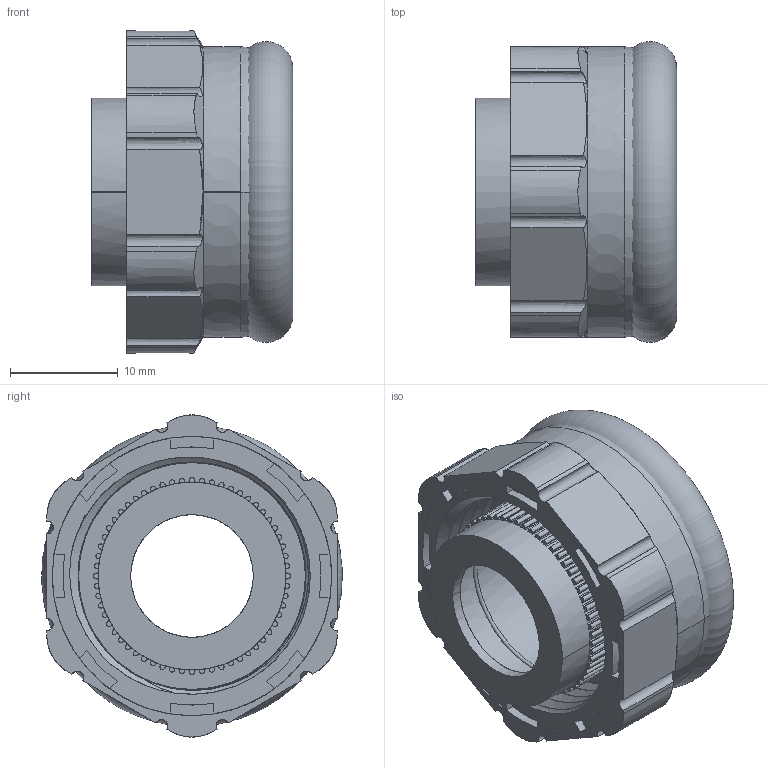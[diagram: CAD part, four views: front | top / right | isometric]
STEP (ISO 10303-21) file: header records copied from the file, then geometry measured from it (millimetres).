
FILE_DESCRIPTION((''),'2;1');
FILE_NAME('PG16_19','2017-03-09T',('wl.kang'),(''),'PRO/ENGINEER BY PARAMETRIC TECHNOLOGY CORPORATION, 2012480','PRO/ENGINEER BY PARAMETRIC TECHNOLOGY CORPORATION, 2012480','');
FILE_SCHEMA(('AUTOMOTIVE_DESIGN { 1 0 10303 214 1 1 1 1 }'));
Products named in the file (1): PG16_19
Bounding box: 18.73 x 27.98 x 29.96 mm (x, y, z)
Surface area: 10471.6 mm2 (no closed solid volume)
Topology: 0 solids, 0 shells, 489 faces, 2876 edges, 2866 vertices
Faces by surface type: bspline 479, torus 10
Entity records: 73688 total; most frequent: CARTESIAN_POINT 31110, DIRECTION 4971, TRIMMED_CURVE 4321, VECTOR 3691, LINE 3691, PRESENTATION_STYLE_ASSIGNMENT 3437, STYLED_ITEM 3345, CURVE_STYLE 2856
